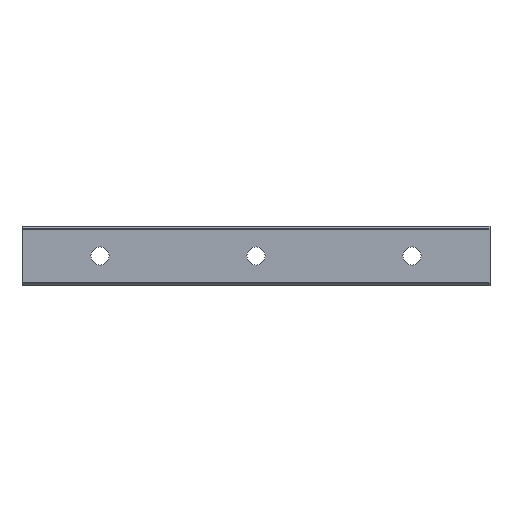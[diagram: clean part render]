
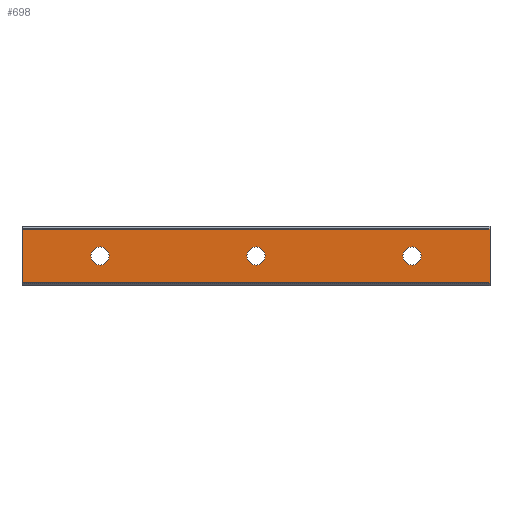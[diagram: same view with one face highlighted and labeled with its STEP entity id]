
A CAD part, front view. The second image highlights one B-rep face of the part: STEP entity #698.
In plain terms, the highlighted planar face has unit normal (0, -1, 0).
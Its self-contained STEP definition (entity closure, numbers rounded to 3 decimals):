
#7 = LINE ( 'NONE', #29, #1622 ) ;
#11 = EDGE_LOOP ( 'NONE', ( #652, #591 ) ) ;
#14 = DIRECTION ( 'NONE',  ( 0., 0., -1. ) ) ;
#15 = DIRECTION ( 'NONE',  ( 0., -1., 0. ) ) ;
#29 = CARTESIAN_POINT ( 'NONE',  ( 150., 0., 10.286 ) ) ;
#44 = CARTESIAN_POINT ( 'NONE',  ( 60., 0., 3.5 ) ) ;
#86 = VECTOR ( 'NONE', #1157, 1000. ) ;
#88 = CARTESIAN_POINT ( 'NONE',  ( 120., 0., 0. ) ) ;
#101 = CARTESIAN_POINT ( 'NONE',  ( 150., 0., 10.286 ) ) ;
#117 = FACE_BOUND ( 'NONE', #514, .T. ) ;
#144 = AXIS2_PLACEMENT_3D ( 'NONE', #88, #817, #1717 ) ;
#150 = CARTESIAN_POINT ( 'NONE',  ( 60., 0., 0. ) ) ;
#207 = AXIS2_PLACEMENT_3D ( 'NONE', #958, #1714, #970 ) ;
#221 = EDGE_CURVE ( 'NONE', #1759, #1048, #1342, .T. ) ;
#229 = CARTESIAN_POINT ( 'NONE',  ( 120., 0., 0. ) ) ;
#244 = FACE_BOUND ( 'NONE', #1891, .T. ) ;
#334 = CIRCLE ( 'NONE', #144, 3.5 ) ;
#354 = ORIENTED_EDGE ( 'NONE', *, *, #1145, .F. ) ;
#377 = CARTESIAN_POINT ( 'NONE',  ( -30., 0., -10.286 ) ) ;
#384 = ORIENTED_EDGE ( 'NONE', *, *, #1205, .F. ) ;
#386 = CARTESIAN_POINT ( 'NONE',  ( 60., 0., -3.5 ) ) ;
#418 = CARTESIAN_POINT ( 'NONE',  ( 120., 0., -3.5 ) ) ;
#420 = CARTESIAN_POINT ( 'NONE',  ( 150., 0., -10.286 ) ) ;
#449 = EDGE_CURVE ( 'NONE', #1048, #1759, #554, .T. ) ;
#453 = LINE ( 'NONE', #1053, #769 ) ;
#462 = DIRECTION ( 'NONE',  ( 0., -1., 0. ) ) ;
#514 = EDGE_LOOP ( 'NONE', ( #354, #788 ) ) ;
#551 = CIRCLE ( 'NONE', #1311, 3.5 ) ;
#554 = CIRCLE ( 'NONE', #1658, 3.5 ) ;
#585 = VECTOR ( 'NONE', #1224, 1000. ) ;
#590 = VERTEX_POINT ( 'NONE', #966 ) ;
#591 = ORIENTED_EDGE ( 'NONE', *, *, #449, .F. ) ;
#595 = CARTESIAN_POINT ( 'NONE',  ( 150., 0., -10.286 ) ) ;
#608 = DIRECTION ( 'NONE',  ( 0., 0., 1. ) ) ;
#625 = ORIENTED_EDGE ( 'NONE', *, *, #1595, .F. ) ;
#652 = ORIENTED_EDGE ( 'NONE', *, *, #221, .F. ) ;
#667 = CARTESIAN_POINT ( 'NONE',  ( 0., 0., 3.5 ) ) ;
#674 = EDGE_LOOP ( 'NONE', ( #625, #1195, #1803, #1698 ) ) ;
#698 = ADVANCED_FACE ( 'NONE', ( #1443, #244, #117, #843 ), #1870, .F. ) ;
#713 = CARTESIAN_POINT ( 'NONE',  ( 150., 0., 10.286 ) ) ;
#769 = VECTOR ( 'NONE', #1657, 1000. ) ;
#788 = ORIENTED_EDGE ( 'NONE', *, *, #1161, .F. ) ;
#817 = DIRECTION ( 'NONE',  ( 0., -1., 0. ) ) ;
#843 = FACE_BOUND ( 'NONE', #11, .T. ) ;
#911 = LINE ( 'NONE', #595, #585 ) ;
#945 = ORIENTED_EDGE ( 'NONE', *, *, #1365, .F. ) ;
#950 = DIRECTION ( 'NONE',  ( 0., -1., 0. ) ) ;
#953 = CARTESIAN_POINT ( 'NONE',  ( 150., 0., 10.286 ) ) ;
#957 = AXIS2_PLACEMENT_3D ( 'NONE', #1927, #15, #1785 ) ;
#958 = CARTESIAN_POINT ( 'NONE',  ( 0., 0., 0. ) ) ;
#966 = CARTESIAN_POINT ( 'NONE',  ( 120., 0., 3.5 ) ) ;
#970 = DIRECTION ( 'NONE',  ( 0., 0., 1. ) ) ;
#998 = CARTESIAN_POINT ( 'NONE',  ( 0., 0., -3.5 ) ) ;
#999 = LINE ( 'NONE', #101, #86 ) ;
#1030 = EDGE_CURVE ( 'NONE', #1102, #1121, #453, .T. ) ;
#1048 = VERTEX_POINT ( 'NONE', #386 ) ;
#1053 = CARTESIAN_POINT ( 'NONE',  ( -30., 0., 10.286 ) ) ;
#1075 = VERTEX_POINT ( 'NONE', #953 ) ;
#1102 = VERTEX_POINT ( 'NONE', #377 ) ;
#1121 = VERTEX_POINT ( 'NONE', #1237 ) ;
#1145 = EDGE_CURVE ( 'NONE', #590, #1822, #334, .T. ) ;
#1157 = DIRECTION ( 'NONE',  ( 1., 0., 0. ) ) ;
#1159 = DIRECTION ( 'NONE',  ( 0., 1., 0. ) ) ;
#1161 = EDGE_CURVE ( 'NONE', #1822, #590, #551, .T. ) ;
#1195 = ORIENTED_EDGE ( 'NONE', *, *, #1644, .F. ) ;
#1205 = EDGE_CURVE ( 'NONE', #1881, #1392, #1715, .T. ) ;
#1224 = DIRECTION ( 'NONE',  ( -1., 0., 0. ) ) ;
#1237 = CARTESIAN_POINT ( 'NONE',  ( -30., 0., 10.286 ) ) ;
#1277 = DIRECTION ( 'NONE',  ( 0., -1., 0. ) ) ;
#1290 = DIRECTION ( 'NONE',  ( 0., 0., 1. ) ) ;
#1298 = CARTESIAN_POINT ( 'NONE',  ( 0., 0., 0. ) ) ;
#1311 = AXIS2_PLACEMENT_3D ( 'NONE', #229, #1277, #1858 ) ;
#1342 = CIRCLE ( 'NONE', #957, 3.5 ) ;
#1365 = EDGE_CURVE ( 'NONE', #1392, #1881, #1627, .T. ) ;
#1392 = VERTEX_POINT ( 'NONE', #667 ) ;
#1413 = VERTEX_POINT ( 'NONE', #420 ) ;
#1443 = FACE_OUTER_BOUND ( 'NONE', #674, .T. ) ;
#1499 = EDGE_CURVE ( 'NONE', #1121, #1075, #999, .T. ) ;
#1548 = DIRECTION ( 'NONE',  ( 0., 0., 1. ) ) ;
#1595 = EDGE_CURVE ( 'NONE', #1413, #1102, #911, .T. ) ;
#1622 = VECTOR ( 'NONE', #14, 1000. ) ;
#1627 = CIRCLE ( 'NONE', #207, 3.5 ) ;
#1644 = EDGE_CURVE ( 'NONE', #1075, #1413, #7, .T. ) ;
#1657 = DIRECTION ( 'NONE',  ( 0., 0., 1. ) ) ;
#1658 = AXIS2_PLACEMENT_3D ( 'NONE', #150, #462, #608 ) ;
#1698 = ORIENTED_EDGE ( 'NONE', *, *, #1030, .F. ) ;
#1710 = AXIS2_PLACEMENT_3D ( 'NONE', #713, #1159, #1290 ) ;
#1714 = DIRECTION ( 'NONE',  ( 0., -1., 0. ) ) ;
#1715 = CIRCLE ( 'NONE', #1810, 3.5 ) ;
#1717 = DIRECTION ( 'NONE',  ( 0., 0., 1. ) ) ;
#1759 = VERTEX_POINT ( 'NONE', #44 ) ;
#1785 = DIRECTION ( 'NONE',  ( 0., 0., 1. ) ) ;
#1803 = ORIENTED_EDGE ( 'NONE', *, *, #1499, .F. ) ;
#1810 = AXIS2_PLACEMENT_3D ( 'NONE', #1298, #950, #1548 ) ;
#1822 = VERTEX_POINT ( 'NONE', #418 ) ;
#1858 = DIRECTION ( 'NONE',  ( 0., 0., 1. ) ) ;
#1870 = PLANE ( 'NONE',  #1710 ) ;
#1881 = VERTEX_POINT ( 'NONE', #998 ) ;
#1891 = EDGE_LOOP ( 'NONE', ( #945, #384 ) ) ;
#1927 = CARTESIAN_POINT ( 'NONE',  ( 60., 0., 0. ) ) ;
